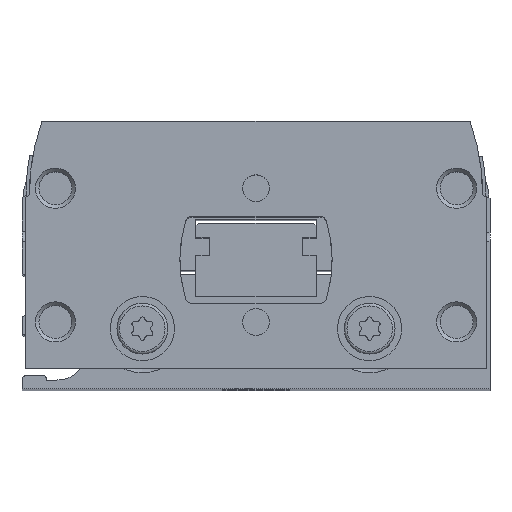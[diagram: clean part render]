
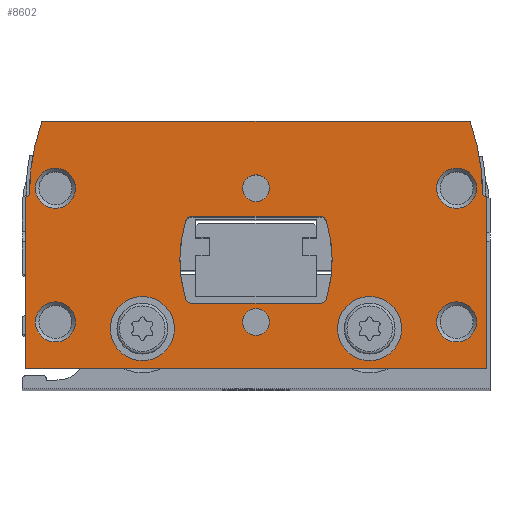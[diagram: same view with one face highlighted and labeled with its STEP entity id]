
A CAD part, top view. The second image highlights one B-rep face of the part: STEP entity #8602.
In plain terms, the highlighted planar face has unit normal (0, 0, 1).
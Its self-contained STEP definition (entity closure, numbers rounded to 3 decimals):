
#554=CIRCLE('',#9301,16.5);
#560=CIRCLE('',#9313,16.5);
#563=CIRCLE('',#9317,0.5);
#564=CIRCLE('',#9319,10.);
#567=CIRCLE('',#9323,10.);
#568=CIRCLE('',#9325,0.5);
#587=CIRCLE('',#9348,2.4);
#588=CIRCLE('',#9349,2.4);
#589=CIRCLE('',#9350,1.);
#590=CIRCLE('',#9351,1.);
#591=CIRCLE('',#9352,1.5);
#592=CIRCLE('',#9353,1.5);
#593=CIRCLE('',#9354,1.5);
#594=CIRCLE('',#9355,1.5);
#595=CIRCLE('',#9356,0.5);
#596=CIRCLE('',#9357,0.5);
#1858=ORIENTED_EDGE('',*,*,#3439,.F.);
#1859=ORIENTED_EDGE('',*,*,#3440,.F.);
#1860=ORIENTED_EDGE('',*,*,#3441,.T.);
#1861=ORIENTED_EDGE('',*,*,#3442,.T.);
#1862=ORIENTED_EDGE('',*,*,#3443,.T.);
#1863=ORIENTED_EDGE('',*,*,#3444,.T.);
#1864=ORIENTED_EDGE('',*,*,#3445,.T.);
#1865=ORIENTED_EDGE('',*,*,#3446,.T.);
#1866=ORIENTED_EDGE('',*,*,#3402,.F.);
#1867=ORIENTED_EDGE('',*,*,#3421,.F.);
#1868=ORIENTED_EDGE('',*,*,#3414,.F.);
#1869=ORIENTED_EDGE('',*,*,#3411,.F.);
#1870=ORIENTED_EDGE('',*,*,#3447,.F.);
#1871=ORIENTED_EDGE('',*,*,#3448,.F.);
#1872=ORIENTED_EDGE('',*,*,#3449,.F.);
#1873=ORIENTED_EDGE('',*,*,#3405,.F.);
#1874=ORIENTED_EDGE('',*,*,#3389,.T.);
#1875=ORIENTED_EDGE('',*,*,#3383,.T.);
#1876=ORIENTED_EDGE('',*,*,#3423,.T.);
#1877=ORIENTED_EDGE('',*,*,#3354,.T.);
#1878=ORIENTED_EDGE('',*,*,#3359,.T.);
#1879=ORIENTED_EDGE('',*,*,#3363,.T.);
#1880=ORIENTED_EDGE('',*,*,#3438,.T.);
#1881=ORIENTED_EDGE('',*,*,#3395,.T.);
#3354=EDGE_CURVE('',#4240,#4239,#4867,.T.);
#3359=EDGE_CURVE('',#4239,#4243,#4872,.T.);
#3363=EDGE_CURVE('',#4243,#4245,#554,.T.);
#3383=EDGE_CURVE('',#4260,#4262,#4890,.T.);
#3389=EDGE_CURVE('',#4266,#4260,#4896,.T.);
#3395=EDGE_CURVE('',#4271,#4266,#560,.T.);
#3402=EDGE_CURVE('',#4275,#4276,#563,.T.);
#3405=EDGE_CURVE('',#4276,#4277,#564,.T.);
#3411=EDGE_CURVE('',#4281,#4282,#567,.T.);
#3414=EDGE_CURVE('',#4282,#4284,#568,.T.);
#3421=EDGE_CURVE('',#4284,#4275,#4910,.T.);
#3423=EDGE_CURVE('',#4262,#4240,#4912,.T.);
#3438=EDGE_CURVE('',#4245,#4271,#4913,.T.);
#3439=EDGE_CURVE('',#4303,#4303,#587,.T.);
#3440=EDGE_CURVE('',#4304,#4304,#588,.T.);
#3441=EDGE_CURVE('',#4305,#4305,#589,.T.);
#3442=EDGE_CURVE('',#4306,#4306,#590,.T.);
#3443=EDGE_CURVE('',#4307,#4307,#591,.T.);
#3444=EDGE_CURVE('',#4308,#4308,#592,.T.);
#3445=EDGE_CURVE('',#4309,#4309,#593,.T.);
#3446=EDGE_CURVE('',#4310,#4310,#594,.T.);
#3447=EDGE_CURVE('',#4311,#4281,#595,.T.);
#3448=EDGE_CURVE('',#4312,#4311,#4914,.T.);
#3449=EDGE_CURVE('',#4277,#4312,#596,.T.);
#4239=VERTEX_POINT('',#13411);
#4240=VERTEX_POINT('',#13413);
#4243=VERTEX_POINT('',#13421);
#4245=VERTEX_POINT('',#13428);
#4260=VERTEX_POINT('',#13462);
#4262=VERTEX_POINT('',#13467);
#4266=VERTEX_POINT('',#13478);
#4271=VERTEX_POINT('',#13493);
#4275=VERTEX_POINT('',#13507);
#4276=VERTEX_POINT('',#13509);
#4277=VERTEX_POINT('',#13517);
#4281=VERTEX_POINT('',#13530);
#4282=VERTEX_POINT('',#13532);
#4284=VERTEX_POINT('',#13541);
#4303=VERTEX_POINT('',#13589);
#4304=VERTEX_POINT('',#13591);
#4305=VERTEX_POINT('',#13593);
#4306=VERTEX_POINT('',#13595);
#4307=VERTEX_POINT('',#13597);
#4308=VERTEX_POINT('',#13599);
#4309=VERTEX_POINT('',#13601);
#4310=VERTEX_POINT('',#13603);
#4311=VERTEX_POINT('',#13605);
#4312=VERTEX_POINT('',#13607);
#4867=LINE('',#13412,#5361);
#4872=LINE('',#13422,#5366);
#4890=LINE('',#13468,#5384);
#4896=LINE('',#13480,#5390);
#4910=LINE('',#13553,#5404);
#4912=LINE('',#13556,#5406);
#4913=LINE('',#13586,#5407);
#4914=LINE('',#13606,#5408);
#5361=VECTOR('',#10970,1000.);
#5366=VECTOR('',#10977,1000.);
#5384=VECTOR('',#11013,1000.);
#5390=VECTOR('',#11023,1000.);
#5404=VECTOR('',#11079,1000.);
#5406=VECTOR('',#11083,1000.);
#5407=VECTOR('',#11114,1000.);
#5408=VECTOR('',#11135,1000.);
#5868=EDGE_LOOP('',(#1858));
#5869=EDGE_LOOP('',(#1859));
#5870=EDGE_LOOP('',(#1860));
#5871=EDGE_LOOP('',(#1861));
#5872=EDGE_LOOP('',(#1862));
#5873=EDGE_LOOP('',(#1863));
#5874=EDGE_LOOP('',(#1864));
#5875=EDGE_LOOP('',(#1865));
#5876=EDGE_LOOP('',(#1866,#1867,#1868,#1869,#1870,#1871,#1872,#1873));
#5877=EDGE_LOOP('',(#1874,#1875,#1876,#1877,#1878,#1879,#1880,#1881));
#6544=FACE_BOUND('',#5868,.T.);
#6545=FACE_BOUND('',#5869,.T.);
#6546=FACE_BOUND('',#5870,.T.);
#6547=FACE_BOUND('',#5871,.T.);
#6548=FACE_BOUND('',#5872,.T.);
#6549=FACE_BOUND('',#5873,.T.);
#6550=FACE_BOUND('',#5874,.T.);
#6551=FACE_BOUND('',#5875,.T.);
#6552=FACE_BOUND('',#5876,.T.);
#6553=FACE_BOUND('',#5877,.T.);
#7019=PLANE('',#9347);
#8602=ADVANCED_FACE('',(#6544,#6545,#6546,#6547,#6548,#6549,#6550,#6551,
#6552,#6553),#7019,.T.);
#9301=AXIS2_PLACEMENT_3D('',#13429,#10984,#10985);
#9313=AXIS2_PLACEMENT_3D('',#13492,#11034,#11035);
#9317=AXIS2_PLACEMENT_3D('',#13508,#11045,#11046);
#9319=AXIS2_PLACEMENT_3D('',#13516,#11050,#11051);
#9323=AXIS2_PLACEMENT_3D('',#13531,#11060,#11061);
#9325=AXIS2_PLACEMENT_3D('',#13540,#11065,#11066);
#9347=AXIS2_PLACEMENT_3D('',#13587,#11115,#11116);
#9348=AXIS2_PLACEMENT_3D('',#13588,#11117,#11118);
#9349=AXIS2_PLACEMENT_3D('',#13590,#11119,#11120);
#9350=AXIS2_PLACEMENT_3D('',#13592,#11121,#11122);
#9351=AXIS2_PLACEMENT_3D('',#13594,#11123,#11124);
#9352=AXIS2_PLACEMENT_3D('',#13596,#11125,#11126);
#9353=AXIS2_PLACEMENT_3D('',#13598,#11127,#11128);
#9354=AXIS2_PLACEMENT_3D('',#13600,#11129,#11130);
#9355=AXIS2_PLACEMENT_3D('',#13602,#11131,#11132);
#9356=AXIS2_PLACEMENT_3D('',#13604,#11133,#11134);
#9357=AXIS2_PLACEMENT_3D('',#13608,#11136,#11137);
#10970=DIRECTION('',(0.,1.,0.));
#10977=DIRECTION('',(-0.866,0.5,0.));
#10984=DIRECTION('',(0.,0.,1.));
#10985=DIRECTION('',(1.,0.,0.));
#11013=DIRECTION('',(0.,-1.,0.));
#11023=DIRECTION('',(-0.866,-0.5,0.));
#11034=DIRECTION('',(0.,0.,1.));
#11035=DIRECTION('',(1.,0.,0.));
#11045=DIRECTION('',(0.,0.,1.));
#11046=DIRECTION('',(1.,0.,0.));
#11050=DIRECTION('',(0.,0.,1.));
#11051=DIRECTION('',(1.,0.,0.));
#11060=DIRECTION('',(0.,0.,1.));
#11061=DIRECTION('',(1.,0.,0.));
#11065=DIRECTION('',(0.,0.,1.));
#11066=DIRECTION('',(1.,0.,0.));
#11079=DIRECTION('',(-1.,0.,0.));
#11083=DIRECTION('',(1.,0.,0.));
#11114=DIRECTION('',(-1.,0.,0.));
#11115=DIRECTION('',(0.,0.,1.));
#11116=DIRECTION('',(1.,0.,0.));
#11117=DIRECTION('',(0.,0.,1.));
#11118=DIRECTION('',(1.,0.,0.));
#11119=DIRECTION('',(0.,0.,1.));
#11120=DIRECTION('',(1.,0.,0.));
#11121=DIRECTION('',(0.,0.,-1.));
#11122=DIRECTION('',(-1.,0.,0.));
#11123=DIRECTION('',(0.,0.,-1.));
#11124=DIRECTION('',(-1.,0.,0.));
#11125=DIRECTION('',(0.,0.,-1.));
#11126=DIRECTION('',(-1.,0.,0.));
#11127=DIRECTION('',(0.,0.,-1.));
#11128=DIRECTION('',(-1.,0.,0.));
#11129=DIRECTION('',(0.,0.,-1.));
#11130=DIRECTION('',(-1.,0.,0.));
#11131=DIRECTION('',(0.,0.,-1.));
#11132=DIRECTION('',(-1.,0.,0.));
#11133=DIRECTION('',(0.,0.,1.));
#11134=DIRECTION('',(1.,0.,0.));
#11135=DIRECTION('',(1.,0.,0.));
#11136=DIRECTION('',(0.,0.,1.));
#11137=DIRECTION('',(1.,0.,0.));
#13411=CARTESIAN_POINT('',(17.25,12.827,0.));
#13412=CARTESIAN_POINT('',(17.25,0.,0.));
#13413=CARTESIAN_POINT('',(17.25,0.,0.));
#13421=CARTESIAN_POINT('',(16.95,13.,0.));
#13422=CARTESIAN_POINT('',(17.25,12.827,0.));
#13428=CARTESIAN_POINT('',(16.006,18.5,0.));
#13429=CARTESIAN_POINT('',(0.45,13.,0.));
#13462=CARTESIAN_POINT('',(-17.25,12.827,0.));
#13467=CARTESIAN_POINT('',(-17.25,0.,0.));
#13468=CARTESIAN_POINT('',(-17.25,12.827,0.));
#13478=CARTESIAN_POINT('',(-16.95,13.,0.));
#13480=CARTESIAN_POINT('',(-16.95,13.,0.));
#13492=CARTESIAN_POINT('',(-0.45,13.,0.));
#13493=CARTESIAN_POINT('',(-16.006,18.5,0.));
#13507=CARTESIAN_POINT('',(-4.793,11.4,0.));
#13508=CARTESIAN_POINT('',(-4.793,10.9,0.));
#13509=CARTESIAN_POINT('',(-5.272,11.045,0.));
#13516=CARTESIAN_POINT('',(4.3,8.15,0.));
#13517=CARTESIAN_POINT('',(-5.272,5.255,0.));
#13530=CARTESIAN_POINT('',(5.272,5.255,0.));
#13531=CARTESIAN_POINT('',(-4.3,8.15,0.));
#13532=CARTESIAN_POINT('',(5.272,11.045,0.));
#13540=CARTESIAN_POINT('',(4.793,10.9,0.));
#13541=CARTESIAN_POINT('',(4.793,11.4,0.));
#13553=CARTESIAN_POINT('',(4.793,11.4,0.));
#13556=CARTESIAN_POINT('',(-17.25,0.,0.));
#13586=CARTESIAN_POINT('',(16.006,18.5,0.));
#13587=CARTESIAN_POINT('',(0.45,13.,0.));
#13588=CARTESIAN_POINT('',(-8.5,3.,0.));
#13589=CARTESIAN_POINT('',(-6.1,3.,0.));
#13590=CARTESIAN_POINT('',(8.5,3.,0.));
#13591=CARTESIAN_POINT('',(10.9,3.,0.));
#13592=CARTESIAN_POINT('',(0.,13.5,0.));
#13593=CARTESIAN_POINT('',(-1.,13.5,0.));
#13594=CARTESIAN_POINT('',(0.,3.5,0.));
#13595=CARTESIAN_POINT('',(-1.,3.5,0.));
#13596=CARTESIAN_POINT('',(15.,3.5,0.));
#13597=CARTESIAN_POINT('',(13.5,3.5,0.));
#13598=CARTESIAN_POINT('',(-15.,3.5,0.));
#13599=CARTESIAN_POINT('',(-16.5,3.5,0.));
#13600=CARTESIAN_POINT('',(-15.,13.5,0.));
#13601=CARTESIAN_POINT('',(-16.5,13.5,0.));
#13602=CARTESIAN_POINT('',(15.,13.5,0.));
#13603=CARTESIAN_POINT('',(13.5,13.5,0.));
#13604=CARTESIAN_POINT('',(4.793,5.4,0.));
#13605=CARTESIAN_POINT('',(4.793,4.9,0.));
#13606=CARTESIAN_POINT('',(-4.793,4.9,0.));
#13607=CARTESIAN_POINT('',(-4.793,4.9,0.));
#13608=CARTESIAN_POINT('',(-4.793,5.4,0.));
